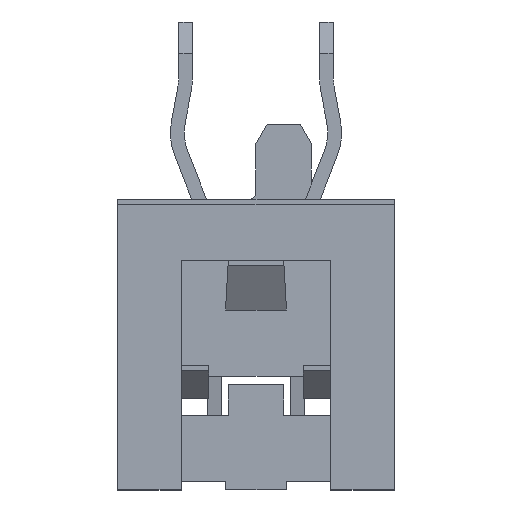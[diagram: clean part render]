
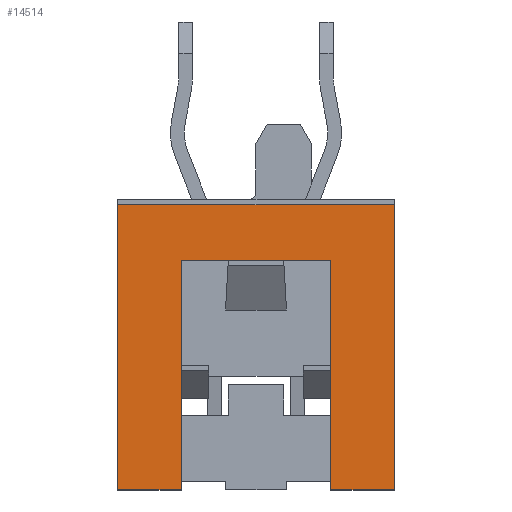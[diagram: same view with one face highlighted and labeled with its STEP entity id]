
A CAD part, left-side view. The second image highlights one B-rep face of the part: STEP entity #14514.
In plain terms, the highlighted planar face has unit normal (-1, 0, 0).
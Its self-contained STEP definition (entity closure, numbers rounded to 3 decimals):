
#3417=ORIENTED_EDGE('',*,*,#6362,.F.);
#3418=ORIENTED_EDGE('',*,*,#6363,.T.);
#3419=ORIENTED_EDGE('',*,*,#6364,.T.);
#3420=ORIENTED_EDGE('',*,*,#6365,.F.);
#3421=ORIENTED_EDGE('',*,*,#6366,.F.);
#3422=ORIENTED_EDGE('',*,*,#6367,.T.);
#3423=ORIENTED_EDGE('',*,*,#6368,.T.);
#3424=ORIENTED_EDGE('',*,*,#6369,.F.);
#6362=EDGE_CURVE('',#8005,#8006,#9824,.T.);
#6363=EDGE_CURVE('',#8005,#8007,#9825,.T.);
#6364=EDGE_CURVE('',#8007,#8008,#9826,.T.);
#6365=EDGE_CURVE('',#8009,#8008,#9827,.T.);
#6366=EDGE_CURVE('',#8010,#8009,#9828,.T.);
#6367=EDGE_CURVE('',#8010,#8011,#9829,.T.);
#6368=EDGE_CURVE('',#8011,#8012,#9830,.T.);
#6369=EDGE_CURVE('',#8006,#8012,#9831,.T.);
#8005=VERTEX_POINT('',#22511);
#8006=VERTEX_POINT('',#22512);
#8007=VERTEX_POINT('',#22514);
#8008=VERTEX_POINT('',#22516);
#8009=VERTEX_POINT('',#22518);
#8010=VERTEX_POINT('',#22520);
#8011=VERTEX_POINT('',#22522);
#8012=VERTEX_POINT('',#22524);
#9824=LINE('',#22510,#11768);
#9825=LINE('',#22513,#11769);
#9826=LINE('',#22515,#11770);
#9827=LINE('',#22517,#11771);
#9828=LINE('',#22519,#11772);
#9829=LINE('',#22521,#11773);
#9830=LINE('',#22523,#11774);
#9831=LINE('',#22525,#11775);
#11768=VECTOR('',#18265,1000.);
#11769=VECTOR('',#18266,1000.);
#11770=VECTOR('',#18267,1000.);
#11771=VECTOR('',#18268,1000.);
#11772=VECTOR('',#18269,1000.);
#11773=VECTOR('',#18270,1000.);
#11774=VECTOR('',#18271,1000.);
#11775=VECTOR('',#18272,1000.);
#12671=EDGE_LOOP('',(#3417,#3418,#3419,#3420,#3421,#3422,#3423,#3424));
#13335=FACE_BOUND('',#12671,.T.);
#13919=PLANE('',#15305);
#14514=ADVANCED_FACE('',(#13335),#13919,.F.);
#15305=AXIS2_PLACEMENT_3D('',#22509,#18263,#18264);
#18263=DIRECTION('',(1.,0.,0.));
#18264=DIRECTION('',(0.,0.,-1.));
#18265=DIRECTION('',(0.,1.,0.));
#18266=DIRECTION('',(0.,0.,-1.));
#18267=DIRECTION('',(0.,-1.,0.));
#18268=DIRECTION('',(0.,0.,-1.));
#18269=DIRECTION('',(0.,-1.,0.));
#18270=DIRECTION('',(0.,0.,-1.));
#18271=DIRECTION('',(0.,-1.,0.));
#18272=DIRECTION('',(0.,0.,-1.));
#22509=CARTESIAN_POINT('',(-18.225,2.5,1.35));
#22510=CARTESIAN_POINT('',(-18.225,-1.35,4.15));
#22511=CARTESIAN_POINT('',(-18.225,-1.35,4.15));
#22512=CARTESIAN_POINT('',(-18.225,1.35,4.15));
#22513=CARTESIAN_POINT('',(-18.225,-1.35,0.15));
#22514=CARTESIAN_POINT('',(-18.225,-1.35,0.));
#22515=CARTESIAN_POINT('',(-18.225,2.5,0.));
#22516=CARTESIAN_POINT('',(-18.225,-2.5,0.));
#22517=CARTESIAN_POINT('',(-18.225,-2.5,1.35));
#22518=CARTESIAN_POINT('',(-18.225,-2.5,5.15));
#22519=CARTESIAN_POINT('',(-18.225,2.5,5.15));
#22520=CARTESIAN_POINT('',(-18.225,2.5,5.15));
#22521=CARTESIAN_POINT('',(-18.225,2.5,1.35));
#22522=CARTESIAN_POINT('',(-18.225,2.5,0.));
#22523=CARTESIAN_POINT('',(-18.225,2.5,0.));
#22524=CARTESIAN_POINT('',(-18.225,1.35,0.));
#22525=CARTESIAN_POINT('',(-18.225,1.35,0.15));
